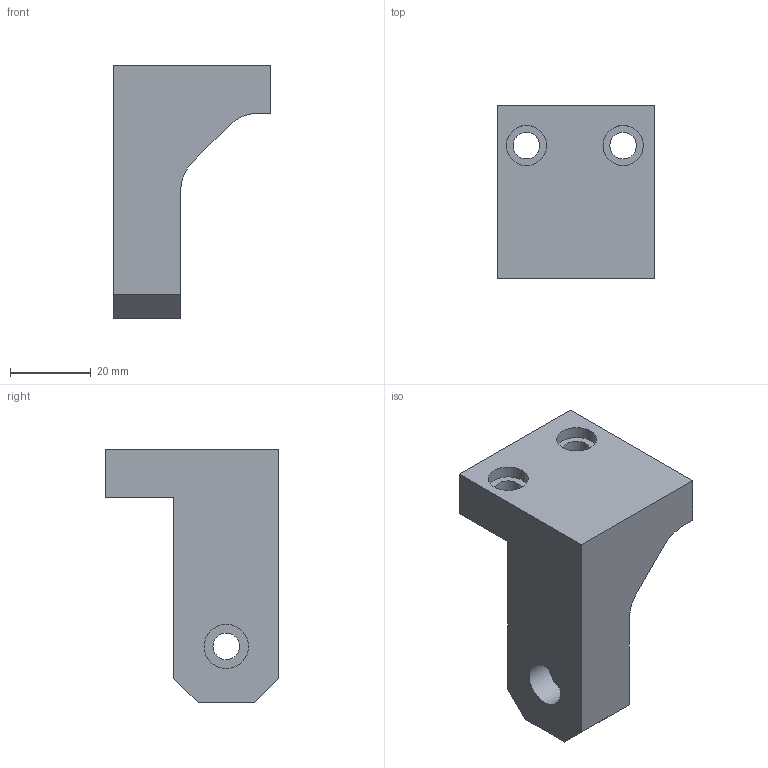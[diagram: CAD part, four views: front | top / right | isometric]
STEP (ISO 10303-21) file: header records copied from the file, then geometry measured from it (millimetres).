
FILE_DESCRIPTION(/* description */ ('Greiferfinger'),/* implementation_level */ '2;1');
FILE_NAME(/* name */ '00055605.stp',/* time_stamp */ '2023-08-24T16:01:33+02:00',/* author */ ('MD31'),/* organization */ (''),/* preprocessor_version */ 'ST-DEVELOPER v19.2',/* originating_system */ 'Autodesk Inventor 2023',/* authorisation */ '');
FILE_SCHEMA (('AUTOMOTIVE_DESIGN { 1 0 10303 214 3 1 1 }'));
Length unit declared in the file: millimetre
Products named in the file (1): 00055605
Bounding box: 39 x 43 x 63 mm (x, y, z)
Volume: 41752.3 mm3; surface area: 10399.5 mm2
Topology: 1 solids, 1 shells, 26 faces, 60 edges, 40 vertices
Faces by surface type: plane 16, cylinder 9, cone 1
Full cylindrical faces by diameter (mm): 6.6 x3, 10 x2, 11 x1, 15 x1
Entity records: 799 total; most frequent: DIRECTION 134, CARTESIAN_POINT 127, ORIENTED_EDGE 120, EDGE_CURVE 60, AXIS2_PLACEMENT_3D 47, LINE 40, VECTOR 40, VERTEX_POINT 40
